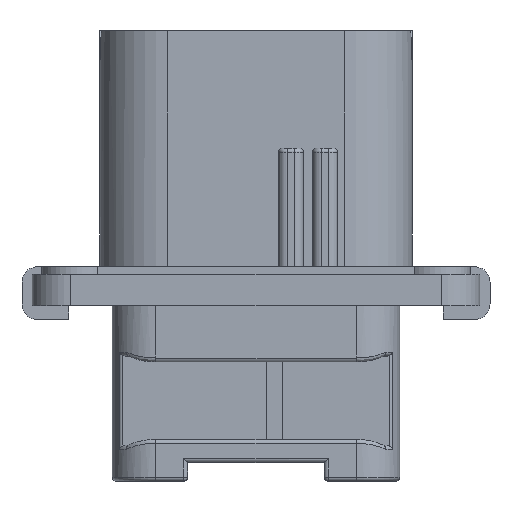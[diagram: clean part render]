
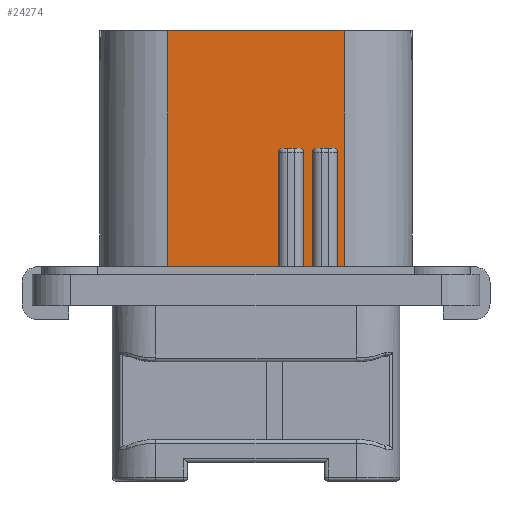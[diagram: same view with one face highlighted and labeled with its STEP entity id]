
A CAD part, front view. The second image highlights one B-rep face of the part: STEP entity #24274.
In plain terms, the highlighted planar face has unit normal (0, -1, 0).
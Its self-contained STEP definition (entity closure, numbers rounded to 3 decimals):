
#999=DIRECTION('',(1.,0.,0.));
#1000=VECTOR('',#999,0.45);
#1001=CARTESIAN_POINT('',(5.25,-9.,2.));
#1002=LINE('',#1001,#1000);
#1097=DIRECTION('',(1.,0.,0.));
#1098=VECTOR('',#1097,7.14);
#1099=CARTESIAN_POINT('',(-5.7,-9.,2.));
#1100=LINE('',#1099,#1098);
#1109=DIRECTION('',(0.,0.,1.));
#1110=VECTOR('',#1109,7.87);
#1111=CARTESIAN_POINT('',(3.04,-9.,2.));
#1112=LINE('',#1111,#1110);
#1113=DIRECTION('',(1.,0.,0.));
#1114=VECTOR('',#1113,1.1);
#1115=CARTESIAN_POINT('',(1.69,-9.,10.12));
#1116=LINE('',#1115,#1114);
#1117=DIRECTION('',(0.,0.,1.));
#1118=VECTOR('',#1117,7.87);
#1119=CARTESIAN_POINT('',(1.44,-9.,2.));
#1120=LINE('',#1119,#1118);
#1121=DIRECTION('',(0.,0.,-1.));
#1122=VECTOR('',#1121,15.67);
#1123=CARTESIAN_POINT('',(-5.7,-9.,17.67));
#1124=LINE('',#1123,#1122);
#1125=DIRECTION('',(0.,0.,-1.));
#1126=VECTOR('',#1125,15.67);
#1127=CARTESIAN_POINT('',(5.7,-9.,17.67));
#1128=LINE('',#1127,#1126);
#1129=DIRECTION('',(0.,0.,1.));
#1130=VECTOR('',#1129,7.87);
#1131=CARTESIAN_POINT('',(5.25,-9.,2.));
#1132=LINE('',#1131,#1130);
#1133=DIRECTION('',(1.,0.,0.));
#1134=VECTOR('',#1133,1.1);
#1135=CARTESIAN_POINT('',(3.9,-9.,10.12));
#1136=LINE('',#1135,#1134);
#1137=DIRECTION('',(0.,0.,1.));
#1138=VECTOR('',#1137,7.87);
#1139=CARTESIAN_POINT('',(3.65,-9.,2.));
#1140=LINE('',#1139,#1138);
#1161=DIRECTION('',(1.,0.,0.));
#1162=VECTOR('',#1161,0.61);
#1163=CARTESIAN_POINT('',(3.04,-9.,2.));
#1164=LINE('',#1163,#1162);
#1173=CARTESIAN_POINT('',(3.9,-9.,9.87));
#1174=DIRECTION('',(0.,1.,0.));
#1175=DIRECTION('',(-1.,0.,0.));
#1176=AXIS2_PLACEMENT_3D('',#1173,#1174,#1175);
#1200=CARTESIAN_POINT('',(5.,-9.,9.87));
#1201=DIRECTION('',(0.,1.,0.));
#1202=DIRECTION('',(0.,0.,1.));
#1203=AXIS2_PLACEMENT_3D('',#1200,#1201,#1202);
#1517=CARTESIAN_POINT('',(2.79,-9.,9.87));
#1518=DIRECTION('',(0.,1.,0.));
#1519=DIRECTION('',(0.,0.,1.));
#1520=AXIS2_PLACEMENT_3D('',#1517,#1518,#1519);
#1547=CARTESIAN_POINT('',(1.69,-9.,9.87));
#1548=DIRECTION('',(0.,1.,0.));
#1549=DIRECTION('',(-1.,0.,0.));
#1550=AXIS2_PLACEMENT_3D('',#1547,#1548,#1549);
#1769=DIRECTION('',(1.,0.,0.));
#1770=VECTOR('',#1769,11.4);
#1771=CARTESIAN_POINT('',(-5.7,-9.,17.67));
#1772=LINE('',#1771,#1770);
#18967=CARTESIAN_POINT('',(-5.7,-9.,17.67));
#18968=CARTESIAN_POINT('',(-5.7,-9.,2.));
#18969=VERTEX_POINT('',#18967);
#18970=VERTEX_POINT('',#18968);
#18971=CARTESIAN_POINT('',(5.7,-9.,17.67));
#18972=CARTESIAN_POINT('',(5.7,-9.,2.));
#18973=VERTEX_POINT('',#18971);
#18974=VERTEX_POINT('',#18972);
#20892=CARTESIAN_POINT('',(1.44,-9.,2.));
#20893=VERTEX_POINT('',#20892);
#20894=CARTESIAN_POINT('',(3.04,-9.,2.));
#20895=CARTESIAN_POINT('',(3.65,-9.,2.));
#20896=VERTEX_POINT('',#20894);
#20897=VERTEX_POINT('',#20895);
#20898=CARTESIAN_POINT('',(5.25,-9.,2.));
#20899=VERTEX_POINT('',#20898);
#20940=CARTESIAN_POINT('',(1.44,-9.,9.87));
#20941=VERTEX_POINT('',#20940);
#20942=CARTESIAN_POINT('',(3.04,-9.,9.87));
#20943=VERTEX_POINT('',#20942);
#20944=CARTESIAN_POINT('',(3.65,-9.,9.87));
#20945=VERTEX_POINT('',#20944);
#20946=CARTESIAN_POINT('',(5.25,-9.,9.87));
#20947=VERTEX_POINT('',#20946);
#20996=CARTESIAN_POINT('',(1.69,-9.,10.12));
#20997=VERTEX_POINT('',#20996);
#20998=CARTESIAN_POINT('',(2.79,-9.,10.12));
#20999=VERTEX_POINT('',#20998);
#21000=CARTESIAN_POINT('',(3.9,-9.,10.12));
#21001=VERTEX_POINT('',#21000);
#21002=CARTESIAN_POINT('',(5.,-9.,10.12));
#21003=VERTEX_POINT('',#21002);
#24238=CARTESIAN_POINT('',(-10.05,-9.,2.));
#24239=DIRECTION('',(0.,-1.,0.));
#24240=DIRECTION('',(1.,0.,0.));
#24241=AXIS2_PLACEMENT_3D('',#24238,#24239,#24240);
#24242=PLANE('',#24241);
#24244=ORIENTED_EDGE('',*,*,#24243,.T.);
#24246=ORIENTED_EDGE('',*,*,#24245,.F.);
#24248=ORIENTED_EDGE('',*,*,#24247,.F.);
#24250=ORIENTED_EDGE('',*,*,#24249,.F.);
#24251=ORIENTED_EDGE('',*,*,#24228,.F.);
#24252=ORIENTED_EDGE('',*,*,#24218,.F.);
#24254=ORIENTED_EDGE('',*,*,#24253,.F.);
#24256=ORIENTED_EDGE('',*,*,#24255,.T.);
#24258=ORIENTED_EDGE('',*,*,#24257,.T.);
#24259=ORIENTED_EDGE('',*,*,#24108,.F.);
#24261=ORIENTED_EDGE('',*,*,#24260,.T.);
#24263=ORIENTED_EDGE('',*,*,#24262,.F.);
#24265=ORIENTED_EDGE('',*,*,#24264,.F.);
#24267=ORIENTED_EDGE('',*,*,#24266,.F.);
#24269=ORIENTED_EDGE('',*,*,#24268,.F.);
#24271=ORIENTED_EDGE('',*,*,#24270,.F.);
#24272=EDGE_LOOP('',(#24244,#24246,#24248,#24250,#24251,#24252,#24254,#24256,
#24258,#24259,#24261,#24263,#24265,#24267,#24269,#24271));
#24273=FACE_OUTER_BOUND('',#24272,.F.);
#24274=ADVANCED_FACE('',(#24273),#24242,.T.);
#1177=CIRCLE('',#1176,0.25);
#1204=CIRCLE('',#1203,0.25);
#1521=CIRCLE('',#1520,0.25);
#1551=CIRCLE('',#1550,0.25);
#24108=EDGE_CURVE('',#20899,#18974,#1002,.T.);
#24218=EDGE_CURVE('',#18970,#20893,#1100,.T.);
#24228=EDGE_CURVE('',#20893,#20941,#1120,.T.);
#24243=EDGE_CURVE('',#20896,#20943,#1112,.T.);
#24245=EDGE_CURVE('',#20999,#20943,#1521,.T.);
#24247=EDGE_CURVE('',#20997,#20999,#1116,.T.);
#24249=EDGE_CURVE('',#20941,#20997,#1551,.T.);
#24253=EDGE_CURVE('',#18969,#18970,#1124,.T.);
#24255=EDGE_CURVE('',#18969,#18973,#1772,.T.);
#24257=EDGE_CURVE('',#18973,#18974,#1128,.T.);
#24260=EDGE_CURVE('',#20899,#20947,#1132,.T.);
#24262=EDGE_CURVE('',#21003,#20947,#1204,.T.);
#24264=EDGE_CURVE('',#21001,#21003,#1136,.T.);
#24266=EDGE_CURVE('',#20945,#21001,#1177,.T.);
#24268=EDGE_CURVE('',#20897,#20945,#1140,.T.);
#24270=EDGE_CURVE('',#20896,#20897,#1164,.T.);
